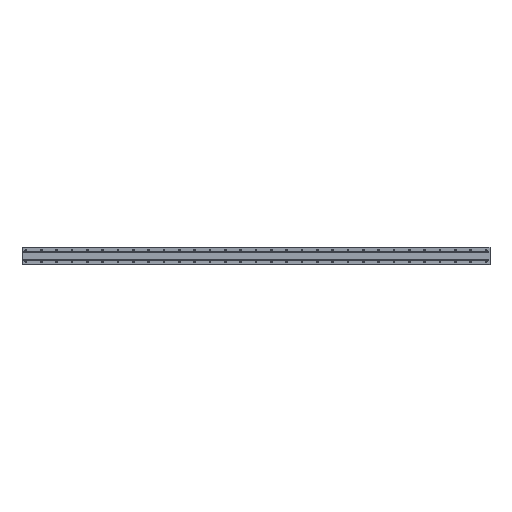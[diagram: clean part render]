
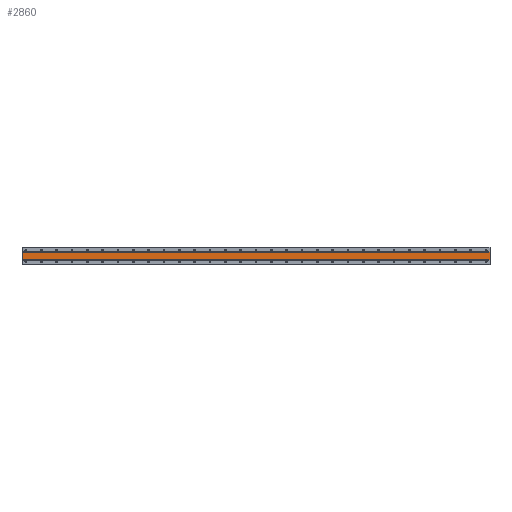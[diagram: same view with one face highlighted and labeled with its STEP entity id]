
A CAD part, front view. The second image highlights one B-rep face of the part: STEP entity #2860.
In plain terms, the highlighted planar face has unit normal (0, -1, 0).
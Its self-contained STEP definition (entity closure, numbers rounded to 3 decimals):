
#206 = EDGE_LOOP ( 'NONE', ( #8698, #2662, #2997, #7813 ) ) ;
#1024 = CARTESIAN_POINT ( 'NONE',  ( 2420., 1., 20. ) ) ;
#1226 = EDGE_CURVE ( 'NONE', #2263, #5696, #9614, .T. ) ;
#1370 = EDGE_CURVE ( 'NONE', #6240, #7285, #5096, .T. ) ;
#1786 = CARTESIAN_POINT ( 'NONE',  ( -20., 1., 44.91 ) ) ;
#1941 = DIRECTION ( 'NONE',  ( 1., 0., 0. ) ) ;
#2178 = DIRECTION ( 'NONE',  ( 0., 0., -1. ) ) ;
#2263 = VERTEX_POINT ( 'NONE', #9652 ) ;
#2301 = DIRECTION ( 'NONE',  ( -1., 0., 0. ) ) ;
#2475 = PLANE ( 'NONE',  #6498 ) ;
#2662 = ORIENTED_EDGE ( 'NONE', *, *, #1226, .F. ) ;
#2860 = ADVANCED_FACE ( 'NONE', ( #4128 ), #2475, .F. ) ;
#2997 = ORIENTED_EDGE ( 'NONE', *, *, #10347, .F. ) ;
#3073 = EDGE_CURVE ( 'NONE', #5696, #7285, #6189, .T. ) ;
#3235 = DIRECTION ( 'NONE',  ( 0., 1., 0. ) ) ;
#4128 = FACE_OUTER_BOUND ( 'NONE', #206, .T. ) ;
#4687 = CARTESIAN_POINT ( 'NONE',  ( 2420., 1., 44.91 ) ) ;
#4989 = DIRECTION ( 'NONE',  ( 0., 0., -1. ) ) ;
#5096 = LINE ( 'NONE', #1786, #8338 ) ;
#5168 = VECTOR ( 'NONE', #2178, 1000. ) ;
#5186 = VECTOR ( 'NONE', #1941, 1000. ) ;
#5462 = CARTESIAN_POINT ( 'NONE',  ( 2420., 1., -20. ) ) ;
#5628 = VECTOR ( 'NONE', #2301, 1000. ) ;
#5696 = VERTEX_POINT ( 'NONE', #7784 ) ;
#6189 = LINE ( 'NONE', #5462, #5628 ) ;
#6240 = VERTEX_POINT ( 'NONE', #8837 ) ;
#6498 = AXIS2_PLACEMENT_3D ( 'NONE', #7333, #3235, #7385 ) ;
#7285 = VERTEX_POINT ( 'NONE', #10664 ) ;
#7333 = CARTESIAN_POINT ( 'NONE',  ( 2420., 1., 20. ) ) ;
#7385 = DIRECTION ( 'NONE',  ( 0., 0., 1. ) ) ;
#7784 = CARTESIAN_POINT ( 'NONE',  ( 2420., 1., -20. ) ) ;
#7813 = ORIENTED_EDGE ( 'NONE', *, *, #1370, .T. ) ;
#8338 = VECTOR ( 'NONE', #4989, 1000. ) ;
#8597 = LINE ( 'NONE', #1024, #5186 ) ;
#8698 = ORIENTED_EDGE ( 'NONE', *, *, #3073, .F. ) ;
#8837 = CARTESIAN_POINT ( 'NONE',  ( -20., 1., 20. ) ) ;
#9614 = LINE ( 'NONE', #4687, #5168 ) ;
#9652 = CARTESIAN_POINT ( 'NONE',  ( 2420., 1., 20. ) ) ;
#10347 = EDGE_CURVE ( 'NONE', #6240, #2263, #8597, .T. ) ;
#10664 = CARTESIAN_POINT ( 'NONE',  ( -20., 1., -20. ) ) ;
